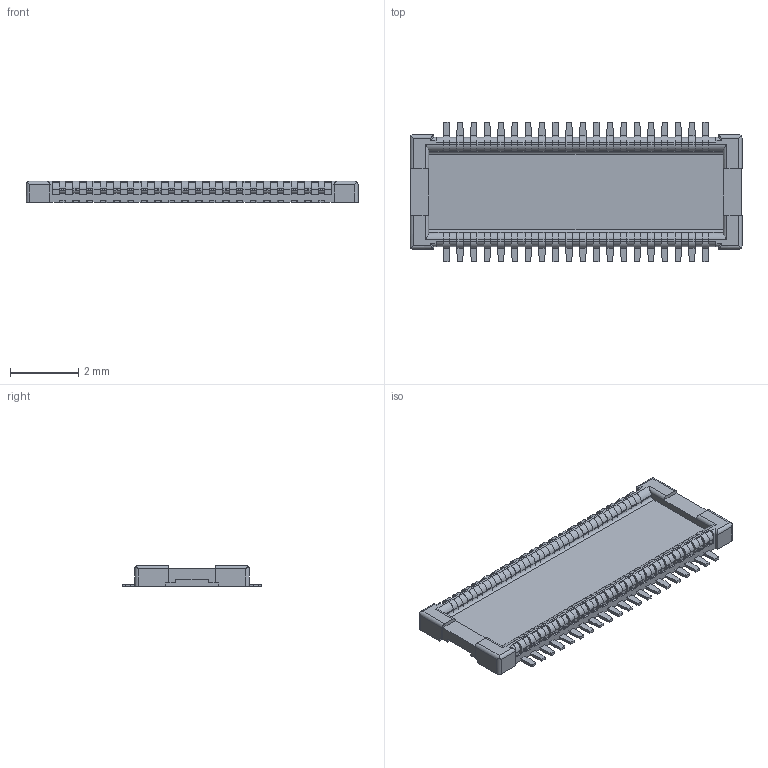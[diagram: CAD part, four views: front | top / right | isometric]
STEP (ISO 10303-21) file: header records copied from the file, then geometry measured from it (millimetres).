
FILE_DESCRIPTION(/* description */ ('Unknown'),/* implementation_level */ '2;1');
FILE_NAME(/* name */ '658460821040',/* time_stamp */ '2024-05-22T14:28:43+02:00',/* author */ ('Unknown'),/* organization */ ('Unknown'),/* preprocessor_version */ 'ST-DEVELOPER v18.102',/* originating_system */ 'Solid Edge',/* authorisation */ 'Unknown');
FILE_SCHEMA (('AUTOMOTIVE_DESIGN {1 0 10303 214 3 1 1}'));
Length unit declared in the file: millimetre
Products named in the file (3): 658460821xxx; 658460821xxx_Housing; 658460821xxx_Pin
Assembly tree (41 placements, depth 2):
  658460821xxx
    658460821xxx_Housing
    658460821xxx_Pin  x40
Bounding box: 9.74 x 4.1 x 0.63 mm (x, y, z)
Volume: 12.8 mm3; surface area: 139.7 mm2
Topology: 41 solids, 41 shells, 2096 faces, 5982 edges, 3928 vertices
Faces by surface type: plane 1626, cylinder 470
Entity records: 32900 total; most frequent: ORIENTED_EDGE 5880, CARTESIAN_POINT 5867, DIRECTION 5336, EDGE_CURVE 2940, LINE 2550, VECTOR 2550, VERTEX_POINT 1900, AXIS2_PLACEMENT_3D 1393
